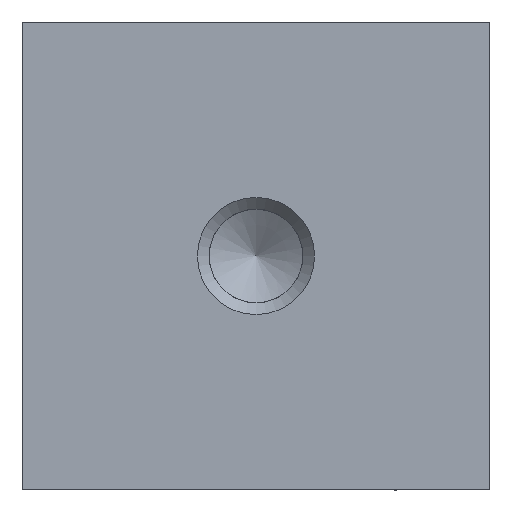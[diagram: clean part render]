
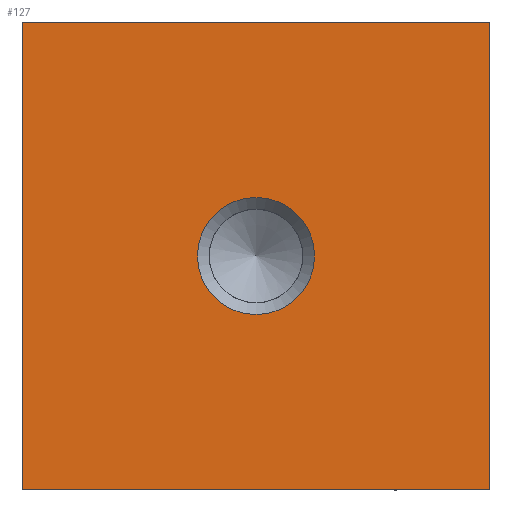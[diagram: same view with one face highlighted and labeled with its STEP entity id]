
A CAD part, left-side view. The second image highlights one B-rep face of the part: STEP entity #127.
In plain terms, the highlighted planar face has unit normal (-1, 0, 0).
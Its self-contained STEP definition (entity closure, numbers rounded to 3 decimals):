
#78=FACE_BOUND('',#197,.T.);
#79=FACE_BOUND('',#198,.T.);
#112=CIRCLE('',#619,1.25);
#127=ADVANCED_FACE('',(#78,#79),#156,.T.);
#156=PLANE('',#620);
#197=EDGE_LOOP('',(#289));
#198=EDGE_LOOP('',(#290,#291,#292,#293));
#289=ORIENTED_EDGE('',*,*,#468,.F.);
#290=ORIENTED_EDGE('',*,*,#437,.F.);
#291=ORIENTED_EDGE('',*,*,#461,.F.);
#292=ORIENTED_EDGE('',*,*,#467,.F.);
#293=ORIENTED_EDGE('',*,*,#453,.F.);
#385=VERTEX_POINT('',#845);
#386=VERTEX_POINT('',#847);
#398=VERTEX_POINT('',#878);
#405=VERTEX_POINT('',#894);
#409=VERTEX_POINT('',#908);
#437=EDGE_CURVE('',#385,#386,#502,.T.);
#453=EDGE_CURVE('',#386,#398,#514,.T.);
#461=EDGE_CURVE('',#405,#385,#518,.T.);
#467=EDGE_CURVE('',#398,#405,#522,.T.);
#468=EDGE_CURVE('',#409,#409,#112,.T.);
#502=LINE('',#846,#550);
#514=LINE('',#877,#562);
#518=LINE('',#895,#566);
#522=LINE('',#905,#570);
#550=VECTOR('',#680,1.);
#562=VECTOR('',#706,1.);
#566=VECTOR('',#722,1.);
#570=VECTOR('',#732,1.);
#619=AXIS2_PLACEMENT_3D('',#907,#735,#736);
#620=AXIS2_PLACEMENT_3D('',#909,#737,#738);
#680=DIRECTION('',(0.,-1.,0.));
#706=DIRECTION('',(0.,0.,-1.));
#722=DIRECTION('',(0.,0.,1.));
#732=DIRECTION('',(0.,1.,0.));
#735=DIRECTION('',(-1.,0.,0.));
#736=DIRECTION('',(0.,0.,-1.));
#737=DIRECTION('',(-1.,0.,0.));
#738=DIRECTION('',(0.,0.,-1.));
#845=CARTESIAN_POINT('',(-15.5,208.,-2.9));
#846=CARTESIAN_POINT('',(-15.5,203.,-2.9));
#847=CARTESIAN_POINT('',(-15.5,198.,-2.9));
#877=CARTESIAN_POINT('',(-15.5,198.,-7.9));
#878=CARTESIAN_POINT('',(-15.5,198.,-12.9));
#894=CARTESIAN_POINT('',(-15.5,208.,-12.9));
#895=CARTESIAN_POINT('',(-15.5,208.,-7.9));
#905=CARTESIAN_POINT('',(-15.5,203.,-12.9));
#907=CARTESIAN_POINT('',(-15.5,203.,-7.9));
#908=CARTESIAN_POINT('',(-15.5,203.,-9.15));
#909=CARTESIAN_POINT('',(-15.5,203.,-7.9));
